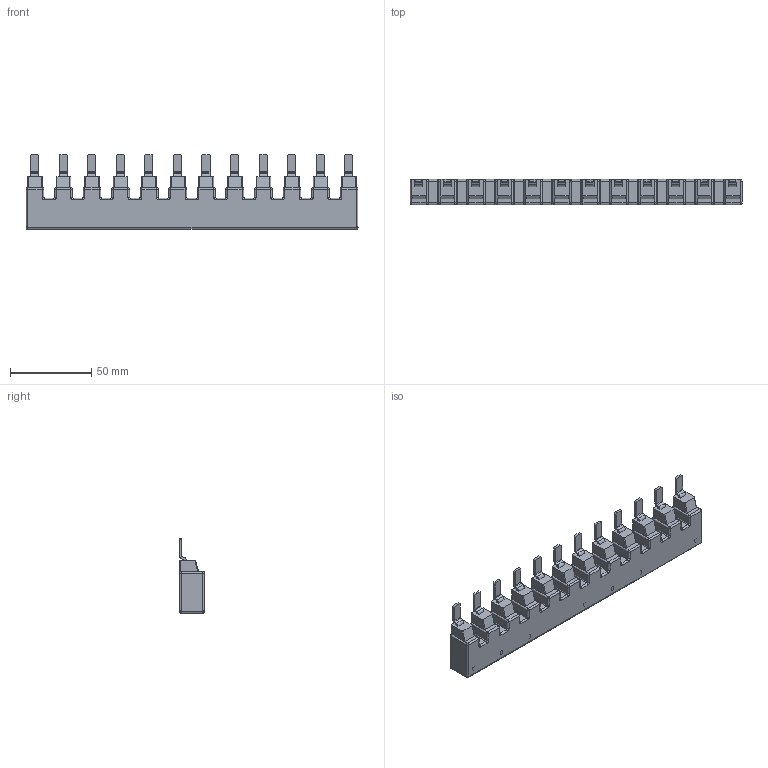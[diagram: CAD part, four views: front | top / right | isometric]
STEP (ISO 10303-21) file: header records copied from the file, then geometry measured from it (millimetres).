
FILE_DESCRIPTION (( 'STEP AP203' ), '1' );
FILE_NAME ('ZSVUL16-3P-3TE12SP.step', '2023-08-21T11:05:01', ( '' ), ( '' ), 'SwSTEP 2.0', 'SolidWorks 2021', '' );
FILE_SCHEMA (( 'CONFIG_CONTROL_DESIGN' ));
Length unit declared in the file: inch
Products named in the file (1): ZSVUL16-3P-3TE12SP
Bounding box: 204.6 x 15.5 x 46 mm (x, y, z)
Volume: 82976.4 mm3; surface area: 24603.5 mm2
Topology: 1 solids, 53 shells, 935 faces, 2255 edges, 1408 vertices
Faces by surface type: plane 541, cylinder 298, bspline 74, torus 22
Entity records: 28280 total; most frequent: CARTESIAN_POINT 6871, ORIENTED_EDGE 4450, DIRECTION 4327, EDGE_CURVE 2225, VECTOR 1563, LINE 1563, VERTEX_POINT 1408, AXIS2_PLACEMENT_3D 1382
